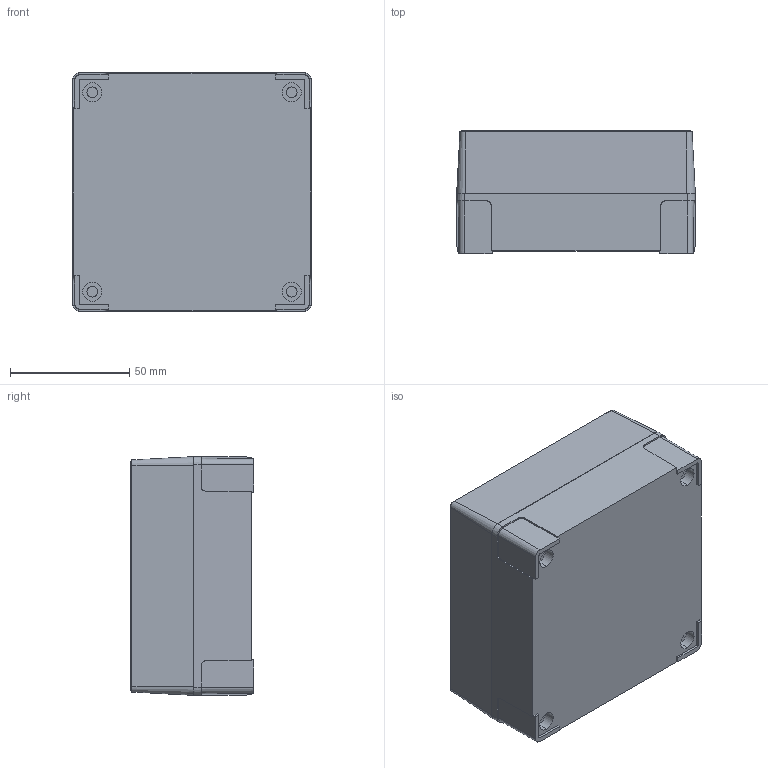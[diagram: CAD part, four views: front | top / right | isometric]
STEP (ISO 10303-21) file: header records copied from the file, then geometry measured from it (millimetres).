
FILE_DESCRIPTION (( 'STEP AP214' ), '1' );
FILE_NAME ('6012332_FIBOX_MNX_ PC_95_50_LG.STEP', '2023-02-16T13:04:36', ( '' ), ( '' ), 'SwSTEP 2.0', 'SolidWorks 2021', '' );
FILE_SCHEMA (( 'AUTOMOTIVE_DESIGN' ));
Length unit declared in the file: millimetre
Products named in the file (4): FIBOX_MNX9525C; 6012332_FIBOX_MNX_ PC_95_50_LG; FIBOX_MNXSS14551H; FIBOX_MNX95LB
Assembly tree (6 placements, depth 2):
  6012332_FIBOX_MNX_ PC_95_50_LG
    FIBOX_MNX95LB
    FIBOX_MNX9525C
    FIBOX_MNXSS14551H  x4
Bounding box: 100.1 x 51.6 x 100.1 mm (x, y, z)
Volume: 138573.8 mm3; surface area: 87293.4 mm2
Topology: 6 solids, 6 shells, 498 faces, 1233 edges, 814 vertices
Faces by surface type: plane 290, cylinder 168, cone 40
Entity records: 12607 total; most frequent: CARTESIAN_POINT 2278, DIRECTION 2191, ORIENTED_EDGE 2058, EDGE_CURVE 1029, AXIS2_PLACEMENT_3D 787, VERTEX_POINT 682, LINE 617, VECTOR 617
